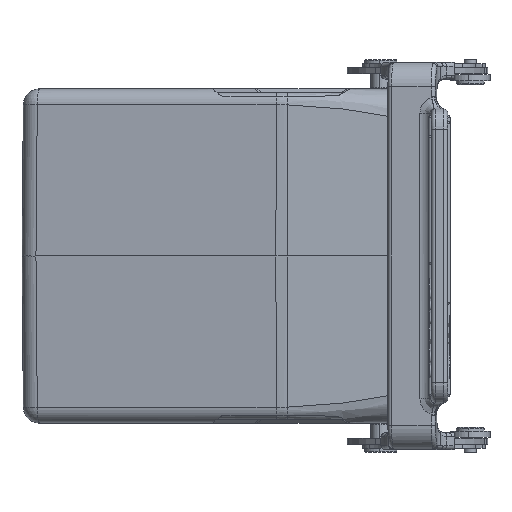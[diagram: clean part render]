
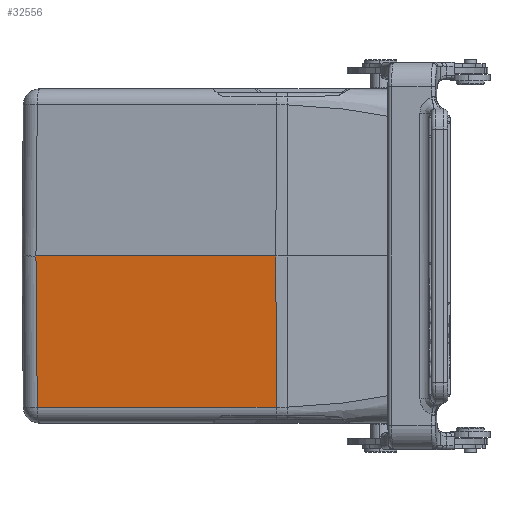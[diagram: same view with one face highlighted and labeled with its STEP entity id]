
A CAD part, left-side view. The second image highlights one B-rep face of the part: STEP entity #32556.
In plain terms, the highlighted planar face has unit normal (-0.99, 0.139, -0.009).
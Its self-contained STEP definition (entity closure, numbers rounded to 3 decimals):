
#1643=CARTESIAN_POINT('',(-38.484,43.557,
0.));
#1653=DIRECTION('',(-0.139,-0.99,0.));
#1654=VECTOR('',#1653,59.792);
#1655=CARTESIAN_POINT('',(-38.484,43.557,
0.));
#1656=LINE('',#1655,#1654);
#1657=DIRECTION('',(-0.008,0.009,1.));
#1658=VECTOR('',#1657,37.287);
#1659=CARTESIAN_POINT('',(-38.201,43.231,
-37.285));
#1660=LINE('',#1659,#1658);
#20460=DIRECTION('',(-0.139,-0.99,0.));
#20461=VECTOR('',#20460,59.487);
#20462=CARTESIAN_POINT('',(-38.201,43.231,
-37.285));
#20463=LINE('',#20462,#20461);
#23106=DIRECTION('',(-0.009,0.001,1.));
#23107=VECTOR('',#23106,37.286);
#23108=CARTESIAN_POINT('',(-46.48,-15.676,
-37.285));
#23109=LINE('',#23108,#23107);
#25344=VERTEX_POINT('',#1643);
#25345=CARTESIAN_POINT('',(-38.201,43.231,
-37.285));
#25346=VERTEX_POINT('',#25345);
#25402=CARTESIAN_POINT('',(-46.48,-15.676,
-37.285));
#25403=CARTESIAN_POINT('',(-46.805,-15.653,
0.));
#25404=VERTEX_POINT('',#25402);
#25405=VERTEX_POINT('',#25403);
#32542=CARTESIAN_POINT('',(-38.,47.,0.));
#32543=DIRECTION('',(-0.99,0.139,-0.009));
#32544=DIRECTION('',(-0.139,-0.99,0.));
#32545=AXIS2_PLACEMENT_3D('',#32542,#32543,#32544);
#32546=PLANE('',#32545);
#32548=ORIENTED_EDGE('',*,*,#32547,.T.);
#32550=ORIENTED_EDGE('',*,*,#32549,.F.);
#32552=ORIENTED_EDGE('',*,*,#32551,.F.);
#32553=ORIENTED_EDGE('',*,*,#32533,.T.);
#32554=EDGE_LOOP('',(#32548,#32550,#32552,#32553));
#32555=FACE_OUTER_BOUND('',#32554,.F.);
#32556=ADVANCED_FACE('',(#32555),#32546,.T.);
#32533=EDGE_CURVE('',#25346,#25344,#1660,.T.);
#32547=EDGE_CURVE('',#25344,#25405,#1656,.T.);
#32549=EDGE_CURVE('',#25404,#25405,#23109,.T.);
#32551=EDGE_CURVE('',#25346,#25404,#20463,.T.);
